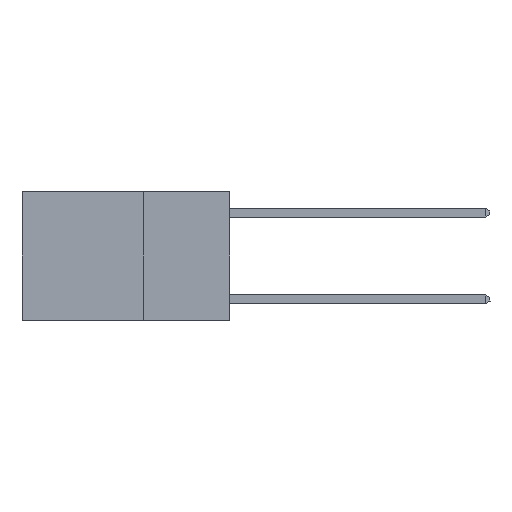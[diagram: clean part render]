
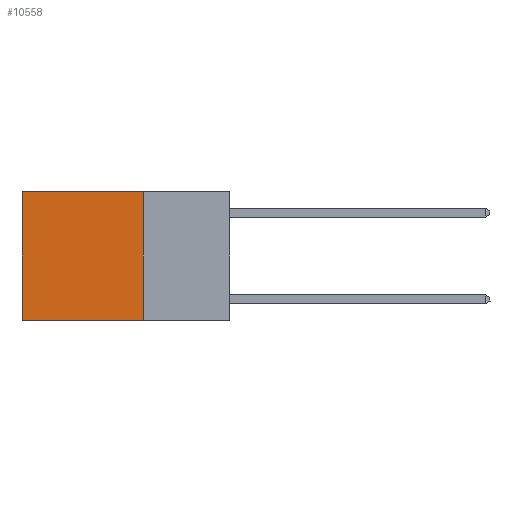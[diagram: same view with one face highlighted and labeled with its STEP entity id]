
A CAD part, left-side view. The second image highlights one B-rep face of the part: STEP entity #10558.
In plain terms, the highlighted planar face has unit normal (-1, 0, 0).
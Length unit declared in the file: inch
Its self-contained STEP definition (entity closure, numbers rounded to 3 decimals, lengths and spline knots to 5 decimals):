
#13 = ORIENTED_EDGE ( 'NONE', *, *, #3093, .T. ) ;
#663 = ORIENTED_EDGE ( 'NONE', *, *, #1075, .T. ) ;
#719 = VECTOR ( 'NONE', #5477, 39.37008 ) ;
#784 = CARTESIAN_POINT ( 'NONE',  ( 0.2625, 0.25, 0. ) ) ;
#1060 = DIRECTION ( 'NONE',  ( 0., 0., -1. ) ) ;
#1075 = EDGE_CURVE ( 'NONE', #8869, #8840, #9093, .T. ) ;
#1086 = VECTOR ( 'NONE', #11863, 39.37008 ) ;
#1903 = DIRECTION ( 'NONE',  ( 0., 0., -1. ) ) ;
#1910 = EDGE_CURVE ( 'NONE', #11457, #8840, #9120, .T. ) ;
#2391 = FACE_OUTER_BOUND ( 'NONE', #9852, .T. ) ;
#3093 = EDGE_CURVE ( 'NONE', #4776, #8869, #11862, .T. ) ;
#3417 = CARTESIAN_POINT ( 'NONE',  ( 0.2625, 0.25, -0.37 ) ) ;
#4452 = ORIENTED_EDGE ( 'NONE', *, *, #10367, .F. ) ;
#4486 = CARTESIAN_POINT ( 'NONE',  ( 0.2625, 0.25, 0. ) ) ;
#4626 = VECTOR ( 'NONE', #1903, 39.37008 ) ;
#4776 = VERTEX_POINT ( 'NONE', #11957 ) ;
#5344 = DIRECTION ( 'NONE',  ( 0., 1., 0. ) ) ;
#5477 = DIRECTION ( 'NONE',  ( 0., 1., 0. ) ) ;
#6133 = PLANE ( 'NONE',  #6321 ) ;
#6321 = AXIS2_PLACEMENT_3D ( 'NONE', #12792, #7171, #1060 ) ;
#7171 = DIRECTION ( 'NONE',  ( 1., 0., 0. ) ) ;
#8840 = VERTEX_POINT ( 'NONE', #10619 ) ;
#8869 = VERTEX_POINT ( 'NONE', #9647 ) ;
#9093 = LINE ( 'NONE', #10936, #1086 ) ;
#9120 = LINE ( 'NONE', #11061, #11340 ) ;
#9647 = CARTESIAN_POINT ( 'NONE',  ( 0.2625, 0.6, 0. ) ) ;
#9852 = EDGE_LOOP ( 'NONE', ( #663, #12103, #4452, #13 ) ) ;
#10367 = EDGE_CURVE ( 'NONE', #4776, #11457, #12271, .T. ) ;
#10558 = ADVANCED_FACE ( 'NONE', ( #2391 ), #6133, .F. ) ;
#10619 = CARTESIAN_POINT ( 'NONE',  ( 0.2625, 0.6, -0.37 ) ) ;
#10936 = CARTESIAN_POINT ( 'NONE',  ( 0.2625, 0.6, 0. ) ) ;
#11061 = CARTESIAN_POINT ( 'NONE',  ( 0.2625, 0.25, -0.37 ) ) ;
#11340 = VECTOR ( 'NONE', #5344, 39.37008 ) ;
#11457 = VERTEX_POINT ( 'NONE', #3417 ) ;
#11862 = LINE ( 'NONE', #4486, #719 ) ;
#11863 = DIRECTION ( 'NONE',  ( 0., 0., -1. ) ) ;
#11957 = CARTESIAN_POINT ( 'NONE',  ( 0.2625, 0.25, 0. ) ) ;
#12103 = ORIENTED_EDGE ( 'NONE', *, *, #1910, .F. ) ;
#12271 = LINE ( 'NONE', #784, #4626 ) ;
#12792 = CARTESIAN_POINT ( 'NONE',  ( 0.2625, 0.25, 0. ) ) ;
